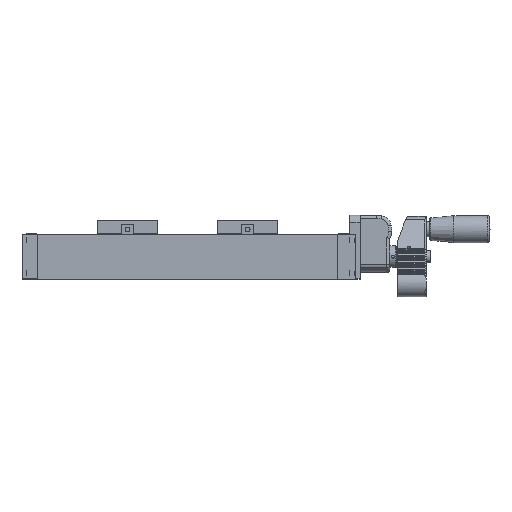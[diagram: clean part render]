
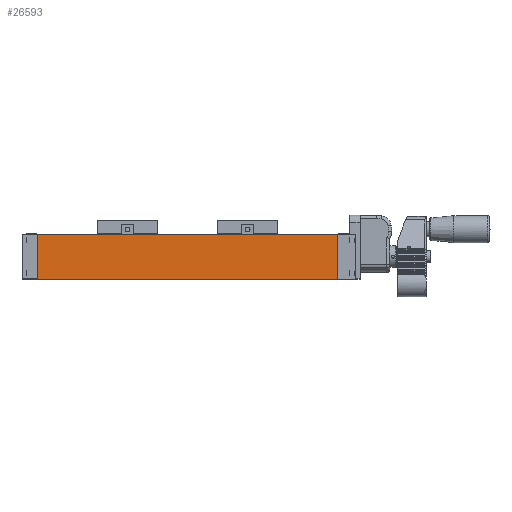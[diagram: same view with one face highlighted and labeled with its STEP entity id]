
A CAD part, left-side view. The second image highlights one B-rep face of the part: STEP entity #26593.
In plain terms, the highlighted planar face has unit normal (-1, 0, 0).
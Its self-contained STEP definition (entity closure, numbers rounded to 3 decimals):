
#895=PLANE('',#27888);
#1676=LINE('',#35401,#3067);
#1694=LINE('',#35475,#3085);
#1695=LINE('',#35477,#3086);
#1696=LINE('',#35479,#3087);
#3067=VECTOR('',#30031,1000.);
#3085=VECTOR('',#30121,1000.);
#3086=VECTOR('',#30122,1000.);
#3087=VECTOR('',#30123,1000.);
#4587=ORIENTED_EDGE('',*,*,#9839,.F.);
#4588=ORIENTED_EDGE('',*,*,#9840,.F.);
#4589=ORIENTED_EDGE('',*,*,#9841,.T.);
#4590=ORIENTED_EDGE('',*,*,#9803,.T.);
#9803=EDGE_CURVE('',#12421,#12420,#1676,.T.);
#9839=EDGE_CURVE('',#12441,#12420,#1694,.T.);
#9840=EDGE_CURVE('',#12442,#12441,#1695,.T.);
#9841=EDGE_CURVE('',#12442,#12421,#1696,.T.);
#12420=VERTEX_POINT('',#35400);
#12421=VERTEX_POINT('',#35402);
#12441=VERTEX_POINT('',#35476);
#12442=VERTEX_POINT('',#35478);
#14966=EDGE_LOOP('',(#4587,#4588,#4589,#4590));
#16641=FACE_BOUND('',#14966,.T.);
#26593=ADVANCED_FACE('',(#16641),#895,.F.);
#27888=AXIS2_PLACEMENT_3D('',#35474,#30119,#30120);
#30031=DIRECTION('',(0.,1.,0.));
#30119=DIRECTION('',(1.,0.,0.));
#30120=DIRECTION('',(0.,0.,-1.));
#30121=DIRECTION('',(0.,0.,1.));
#30122=DIRECTION('',(0.,1.,0.));
#30123=DIRECTION('',(0.,0.,1.));
#35400=CARTESIAN_POINT('',(-15.,200.,15.));
#35401=CARTESIAN_POINT('',(-15.,100.,15.));
#35402=CARTESIAN_POINT('',(-15.,0.,15.));
#35474=CARTESIAN_POINT('',(-15.,100.,-15.));
#35475=CARTESIAN_POINT('',(-15.,200.,-15.));
#35476=CARTESIAN_POINT('',(-15.,200.,-15.));
#35477=CARTESIAN_POINT('',(-15.,100.,-15.));
#35478=CARTESIAN_POINT('',(-15.,0.,-15.));
#35479=CARTESIAN_POINT('',(-15.,0.,-15.));
